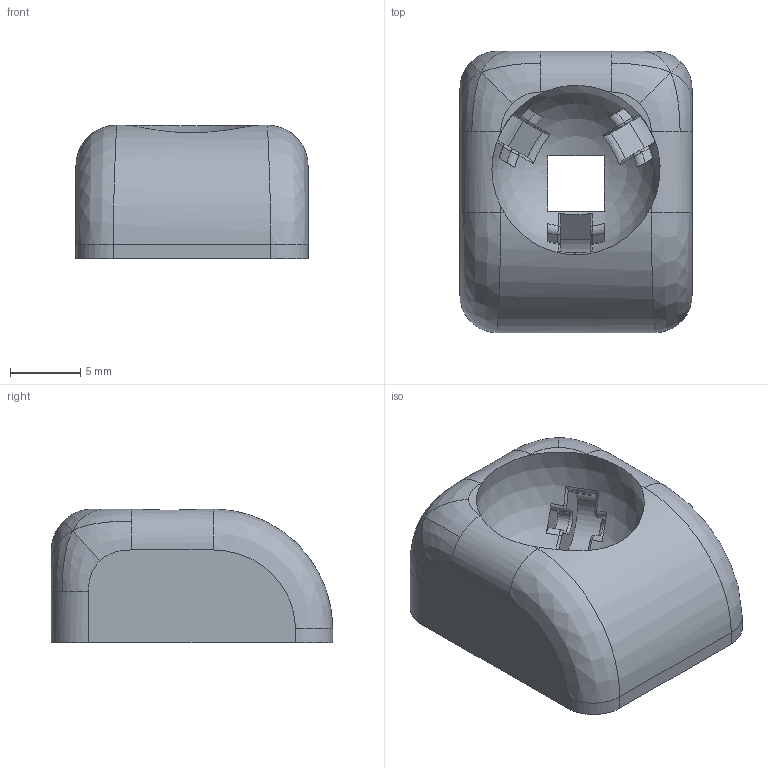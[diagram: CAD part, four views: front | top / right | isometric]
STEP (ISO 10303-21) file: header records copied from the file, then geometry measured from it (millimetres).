
FILE_DESCRIPTION(/* description */ (''),/* implementation_level */ '2;1');
FILE_NAME(/* name */ 'TrackBall12mm.step',/* time_stamp */ '2026-01-10T04:01:32+09:00',/* author */ (''),/* organization */ (''),/* preprocessor_version */ 'ST-DEVELOPER v20.1',/* originating_system */ 'Autodesk Translation Framework v14.21.0.0',/* authorisation */ '');
FILE_SCHEMA (('AUTOMOTIVE_DESIGN { 1 0 10303 214 3 1 1 }'));
Length unit declared in the file: millimetre
Products named in the file (2): TrackBall12mm; 12mmCase
Assembly tree (1 placements, depth 2):
  TrackBall12mm
    12mmCase
Bounding box: 16.5 x 20 x 9.5 mm (x, y, z)
Volume: 1895.5 mm3; surface area: 1518.3 mm2
Topology: 1 solids, 1 shells, 164 faces, 422 edges, 266 vertices
Faces by surface type: plane 73, torus 35, cylinder 29, bspline 26, sphere 1
Entity records: 6995 total; most frequent: CARTESIAN_POINT 3099, ORIENTED_EDGE 844, DIRECTION 754, EDGE_CURVE 422, AXIS2_PLACEMENT_3D 290, VERTEX_POINT 266, LINE 174, VECTOR 174
